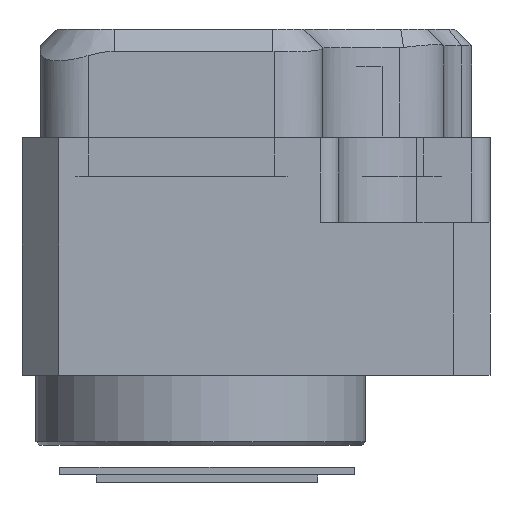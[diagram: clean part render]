
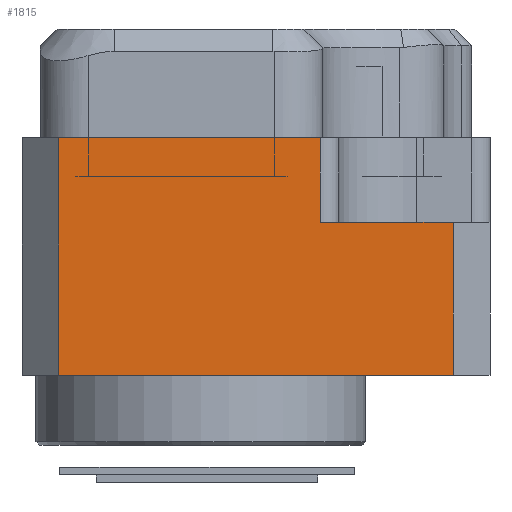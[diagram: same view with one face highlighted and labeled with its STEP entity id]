
A CAD part, front view. The second image highlights one B-rep face of the part: STEP entity #1815.
In plain terms, the highlighted planar face has unit normal (0, -1, 0).
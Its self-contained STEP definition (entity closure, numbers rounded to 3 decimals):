
#1815=ADVANCED_FACE('',(#5119),#3648,.T.);
#3648=PLANE('',#36089);
#5119=FACE_OUTER_BOUND('',#6983,.T.);
#6983=EDGE_LOOP('',(#11420,#11421,#11422,#11423,#11424,#11425));
#11420=ORIENTED_EDGE('',*,*,#24814,.T.);
#11421=ORIENTED_EDGE('',*,*,#24815,.T.);
#11422=ORIENTED_EDGE('',*,*,#24816,.F.);
#11423=ORIENTED_EDGE('',*,*,#24817,.T.);
#11424=ORIENTED_EDGE('',*,*,#24758,.T.);
#11425=ORIENTED_EDGE('',*,*,#24818,.T.);
#21193=VERTEX_POINT('',#47146);
#21194=VERTEX_POINT('',#47148);
#21239=VERTEX_POINT('',#47268);
#21240=VERTEX_POINT('',#47269);
#21241=VERTEX_POINT('',#47271);
#21242=VERTEX_POINT('',#47273);
#24758=EDGE_CURVE('',#21194,#21193,#29733,.T.);
#24814=EDGE_CURVE('',#21239,#21240,#29769,.T.);
#24815=EDGE_CURVE('',#21240,#21241,#29770,.T.);
#24816=EDGE_CURVE('',#21242,#21241,#29771,.T.);
#24817=EDGE_CURVE('',#21242,#21194,#29772,.T.);
#24818=EDGE_CURVE('',#21193,#21239,#29773,.T.);
#29733=LINE('',#47147,#32798);
#29769=LINE('',#47267,#32834);
#29770=LINE('',#47270,#32835);
#29771=LINE('',#47272,#32836);
#29772=LINE('',#47274,#32837);
#29773=LINE('',#47275,#32838);
#32798=VECTOR('',#39055,1.);
#32834=VECTOR('',#39151,1.);
#32835=VECTOR('',#39152,1.);
#32836=VECTOR('',#39153,1.);
#32837=VECTOR('',#39154,1.);
#32838=VECTOR('',#39155,1.);
#36089=AXIS2_PLACEMENT_3D('',#47276,#39156,#39157);
#39055=DIRECTION('',(-1.,0.,0.));
#39151=DIRECTION('',(1.,0.,0.));
#39152=DIRECTION('',(0.,0.,1.));
#39153=DIRECTION('',(1.,0.,0.));
#39154=DIRECTION('',(0.,0.,1.));
#39155=DIRECTION('',(0.,0.,-1.));
#39156=DIRECTION('',(0.,-1.,0.));
#39157=DIRECTION('',(0.,0.,-1.));
#47146=CARTESIAN_POINT('',(-38.923,0.,56.45));
#47147=CARTESIAN_POINT('',(-33.573,0.,56.45));
#47148=CARTESIAN_POINT('',(-31.823,0.,56.45));
#47267=CARTESIAN_POINT('',(-33.573,0.,50.));
#47268=CARTESIAN_POINT('',(-38.923,0.,50.));
#47269=CARTESIAN_POINT('',(-28.223,0.,50.));
#47270=CARTESIAN_POINT('',(-28.223,0.,50.));
#47271=CARTESIAN_POINT('',(-28.223,0.,54.15));
#47272=CARTESIAN_POINT('',(-31.323,0.,54.15));
#47273=CARTESIAN_POINT('',(-31.823,0.,54.15));
#47274=CARTESIAN_POINT('',(-31.823,0.,56.45));
#47275=CARTESIAN_POINT('',(-38.923,0.,50.));
#47276=CARTESIAN_POINT('',(-33.573,0.,50.));
